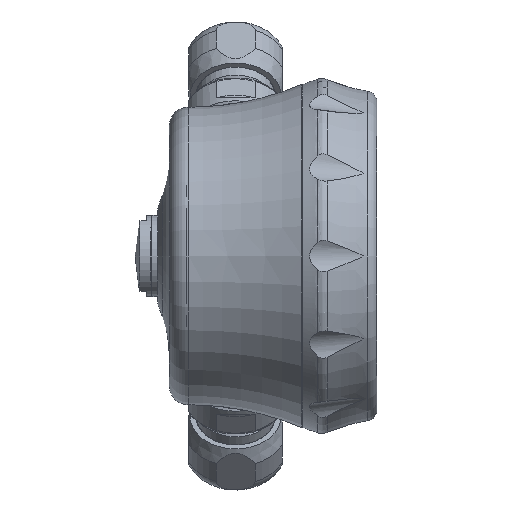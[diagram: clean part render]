
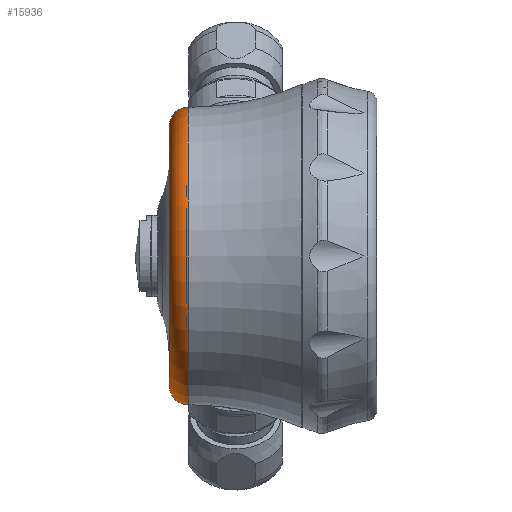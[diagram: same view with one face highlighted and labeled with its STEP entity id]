
A CAD part, front view. The second image highlights one B-rep face of the part: STEP entity #15936.
In plain terms, the highlighted toroidal (fillet/blend) face has major radius 33.267 mm and minor radius 4.9 mm.
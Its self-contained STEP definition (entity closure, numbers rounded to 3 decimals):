
#94=TOROIDAL_SURFACE('',#16984,33.266,4.9);
#4117=ORIENTED_EDGE('',*,*,#6077,.T.);
#4118=ORIENTED_EDGE('',*,*,#6071,.F.);
#6071=EDGE_CURVE('',#7244,#7244,#7908,.T.);
#6077=EDGE_CURVE('',#7250,#7250,#7914,.T.);
#7244=VERTEX_POINT('',#26374);
#7250=VERTEX_POINT('',#26391);
#7908=CIRCLE('',#16974,38.166);
#7914=CIRCLE('',#16985,33.266);
#8742=EDGE_LOOP('',(#4117));
#8743=EDGE_LOOP('',(#4118));
#9754=FACE_BOUND('',#8742,.T.);
#9755=FACE_BOUND('',#8743,.T.);
#15936=ADVANCED_FACE('',(#9754,#9755),#94,.T.);
#16974=AXIS2_PLACEMENT_3D('',#26373,#19548,#19549);
#16984=AXIS2_PLACEMENT_3D('',#26389,#19568,#19569);
#16985=AXIS2_PLACEMENT_3D('',#26390,#19570,#19571);
#19548=DIRECTION('',(1.,0.,0.));
#19549=DIRECTION('',(0.,-1.,0.));
#19568=DIRECTION('',(1.,0.,0.));
#19569=DIRECTION('',(0.,-1.,0.006));
#19570=DIRECTION('',(1.,0.,0.));
#19571=DIRECTION('',(0.,1.,0.));
#26373=CARTESIAN_POINT('',(-14.1,-87.4,0.));
#26374=CARTESIAN_POINT('',(-14.1,-125.566,0.));
#26389=CARTESIAN_POINT('',(-14.1,-87.4,0.));
#26390=CARTESIAN_POINT('',(-19.,-87.4,0.));
#26391=CARTESIAN_POINT('',(-19.,-54.134,0.));
